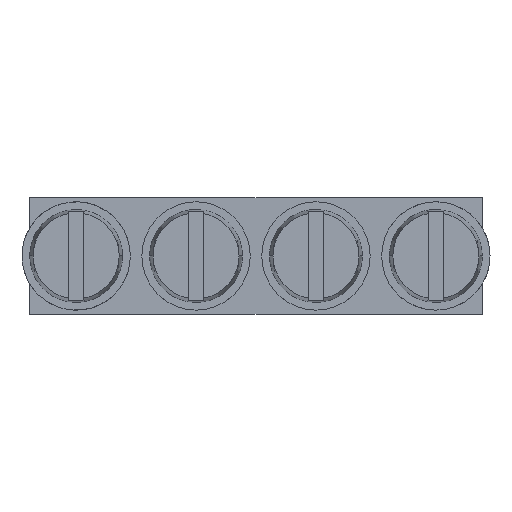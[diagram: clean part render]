
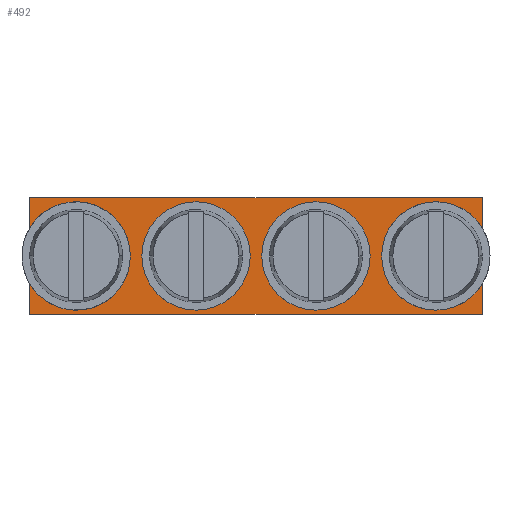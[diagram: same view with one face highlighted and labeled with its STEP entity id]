
A CAD part, top view. The second image highlights one B-rep face of the part: STEP entity #492.
In plain terms, the highlighted planar face has unit normal (0, 0, 1).
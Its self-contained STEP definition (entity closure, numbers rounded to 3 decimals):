
#333=AXIS2_PLACEMENT_3D('Circle Axis2P3D',#331,#332,$) ;
#374=AXIS2_PLACEMENT_3D('Circle Axis2P3D',#372,#373,$) ;
#388=AXIS2_PLACEMENT_3D('Plane Axis2P3D',#385,#386,#387) ;
#401=AXIS2_PLACEMENT_3D('Circle Axis2P3D',#399,#400,$) ;
#408=AXIS2_PLACEMENT_3D('Circle Axis2P3D',#406,#407,$) ;
#458=AXIS2_PLACEMENT_3D('Circle Axis2P3D',#456,#457,$) ;
#467=AXIS2_PLACEMENT_3D('Circle Axis2P3D',#465,#466,$) ;
#476=AXIS2_PLACEMENT_3D('Circle Axis2P3D',#474,#475,$) ;
#485=AXIS2_PLACEMENT_3D('Circle Axis2P3D',#483,#484,$) ;
#328=CARTESIAN_POINT('Vertex',(5.2,3.,14.1)) ;
#331=CARTESIAN_POINT('Axis2P3D Location',(2.4,3.,14.1)) ;
#335=CARTESIAN_POINT('Vertex',(0.,4.442,14.1)) ;
#369=CARTESIAN_POINT('Vertex',(0.,1.558,14.1)) ;
#372=CARTESIAN_POINT('Axis2P3D Location',(2.4,3.,14.1)) ;
#385=CARTESIAN_POINT('Axis2P3D Location',(0.,0.,14.1)) ;
#390=CARTESIAN_POINT('Line Origine',(23.4,0.779,14.1)) ;
#394=CARTESIAN_POINT('Vertex',(23.4,0.,14.1)) ;
#396=CARTESIAN_POINT('Vertex',(23.4,1.558,14.1)) ;
#399=CARTESIAN_POINT('Axis2P3D Location',(21.,3.,14.1)) ;
#403=CARTESIAN_POINT('Vertex',(18.2,3.,14.1)) ;
#406=CARTESIAN_POINT('Axis2P3D Location',(21.,3.,14.1)) ;
#410=CARTESIAN_POINT('Vertex',(23.4,4.442,14.1)) ;
#413=CARTESIAN_POINT('Line Origine',(23.4,5.221,14.1)) ;
#417=CARTESIAN_POINT('Vertex',(23.4,6.,14.1)) ;
#420=CARTESIAN_POINT('Line Origine',(11.7,6.,14.1)) ;
#424=CARTESIAN_POINT('Vertex',(0.,6.,14.1)) ;
#427=CARTESIAN_POINT('Line Origine',(0.,5.221,14.1)) ;
#432=CARTESIAN_POINT('Line Origine',(0.,0.779,14.1)) ;
#436=CARTESIAN_POINT('Vertex',(0.,0.,14.1)) ;
#439=CARTESIAN_POINT('Line Origine',(11.7,0.,14.1)) ;
#456=CARTESIAN_POINT('Axis2P3D Location',(14.8,3.,14.1)) ;
#460=CARTESIAN_POINT('Vertex',(12.,3.,14.1)) ;
#462=CARTESIAN_POINT('Vertex',(17.6,3.,14.1)) ;
#465=CARTESIAN_POINT('Axis2P3D Location',(14.8,3.,14.1)) ;
#474=CARTESIAN_POINT('Axis2P3D Location',(8.6,3.,14.1)) ;
#478=CARTESIAN_POINT('Vertex',(5.8,3.,14.1)) ;
#480=CARTESIAN_POINT('Vertex',(11.4,3.,14.1)) ;
#483=CARTESIAN_POINT('Axis2P3D Location',(8.6,3.,14.1)) ;
#332=DIRECTION('Axis2P3D Direction',(0.,0.,-1.)) ;
#373=DIRECTION('Axis2P3D Direction',(0.,0.,-1.)) ;
#386=DIRECTION('Axis2P3D Direction',(0.,0.,1.)) ;
#387=DIRECTION('Axis2P3D XDirection',(1.,0.,0.)) ;
#391=DIRECTION('Vector Direction',(0.,1.,0.)) ;
#400=DIRECTION('Axis2P3D Direction',(0.,0.,1.)) ;
#407=DIRECTION('Axis2P3D Direction',(0.,0.,1.)) ;
#414=DIRECTION('Vector Direction',(0.,1.,0.)) ;
#421=DIRECTION('Vector Direction',(-1.,0.,0.)) ;
#428=DIRECTION('Vector Direction',(0.,-1.,0.)) ;
#433=DIRECTION('Vector Direction',(0.,-1.,0.)) ;
#440=DIRECTION('Vector Direction',(1.,0.,0.)) ;
#457=DIRECTION('Axis2P3D Direction',(0.,0.,1.)) ;
#466=DIRECTION('Axis2P3D Direction',(0.,0.,1.)) ;
#475=DIRECTION('Axis2P3D Direction',(0.,0.,1.)) ;
#484=DIRECTION('Axis2P3D Direction',(0.,0.,1.)) ;
#392=VECTOR('Line Direction',#391,1.) ;
#415=VECTOR('Line Direction',#414,1.) ;
#422=VECTOR('Line Direction',#421,1.) ;
#429=VECTOR('Line Direction',#428,1.) ;
#434=VECTOR('Line Direction',#433,1.) ;
#441=VECTOR('Line Direction',#440,1.) ;
#445=ORIENTED_EDGE('',*,*,#398,.T.) ;
#446=ORIENTED_EDGE('',*,*,#405,.T.) ;
#447=ORIENTED_EDGE('',*,*,#412,.T.) ;
#448=ORIENTED_EDGE('',*,*,#419,.T.) ;
#449=ORIENTED_EDGE('',*,*,#426,.T.) ;
#450=ORIENTED_EDGE('',*,*,#431,.T.) ;
#451=ORIENTED_EDGE('',*,*,#337,.T.) ;
#452=ORIENTED_EDGE('',*,*,#376,.T.) ;
#453=ORIENTED_EDGE('',*,*,#438,.T.) ;
#454=ORIENTED_EDGE('',*,*,#443,.T.) ;
#471=ORIENTED_EDGE('',*,*,#464,.F.) ;
#472=ORIENTED_EDGE('',*,*,#469,.F.) ;
#489=ORIENTED_EDGE('',*,*,#482,.F.) ;
#490=ORIENTED_EDGE('',*,*,#487,.F.) ;
#473=FACE_BOUND('',#470,.T.) ;
#491=FACE_BOUND('',#488,.T.) ;
#492=ADVANCED_FACE('Part Body',(#455,#473,#491),#389,.T.) ;
#334=CIRCLE('generated circle',#333,2.8) ;
#375=CIRCLE('generated circle',#374,2.8) ;
#402=CIRCLE('generated circle',#401,2.8) ;
#409=CIRCLE('generated circle',#408,2.8) ;
#459=CIRCLE('generated circle',#458,2.8) ;
#468=CIRCLE('generated circle',#467,2.8) ;
#477=CIRCLE('generated circle',#476,2.8) ;
#486=CIRCLE('generated circle',#485,2.8) ;
#337=EDGE_CURVE('',#336,#329,#334,.T.) ;
#376=EDGE_CURVE('',#329,#370,#375,.T.) ;
#398=EDGE_CURVE('',#395,#397,#393,.T.) ;
#405=EDGE_CURVE('',#397,#404,#402,.F.) ;
#412=EDGE_CURVE('',#404,#411,#409,.F.) ;
#419=EDGE_CURVE('',#411,#418,#416,.T.) ;
#426=EDGE_CURVE('',#418,#425,#423,.T.) ;
#431=EDGE_CURVE('',#425,#336,#430,.T.) ;
#438=EDGE_CURVE('',#370,#437,#435,.T.) ;
#443=EDGE_CURVE('',#437,#395,#442,.T.) ;
#464=EDGE_CURVE('',#461,#463,#459,.T.) ;
#469=EDGE_CURVE('',#463,#461,#468,.T.) ;
#482=EDGE_CURVE('',#479,#481,#477,.T.) ;
#487=EDGE_CURVE('',#481,#479,#486,.T.) ;
#444=EDGE_LOOP('',(#445,#446,#447,#448,#449,#450,#451,#452,#453,#454)) ;
#470=EDGE_LOOP('',(#471,#472)) ;
#488=EDGE_LOOP('',(#489,#490)) ;
#455=FACE_OUTER_BOUND('',#444,.T.) ;
#393=LINE('Line',#390,#392) ;
#416=LINE('Line',#413,#415) ;
#423=LINE('Line',#420,#422) ;
#430=LINE('Line',#427,#429) ;
#435=LINE('Line',#432,#434) ;
#442=LINE('Line',#439,#441) ;
#389=PLANE('',#388) ;
#329=VERTEX_POINT('',#328) ;
#336=VERTEX_POINT('',#335) ;
#370=VERTEX_POINT('',#369) ;
#395=VERTEX_POINT('',#394) ;
#397=VERTEX_POINT('',#396) ;
#404=VERTEX_POINT('',#403) ;
#411=VERTEX_POINT('',#410) ;
#418=VERTEX_POINT('',#417) ;
#425=VERTEX_POINT('',#424) ;
#437=VERTEX_POINT('',#436) ;
#461=VERTEX_POINT('',#460) ;
#463=VERTEX_POINT('',#462) ;
#479=VERTEX_POINT('',#478) ;
#481=VERTEX_POINT('',#480) ;
